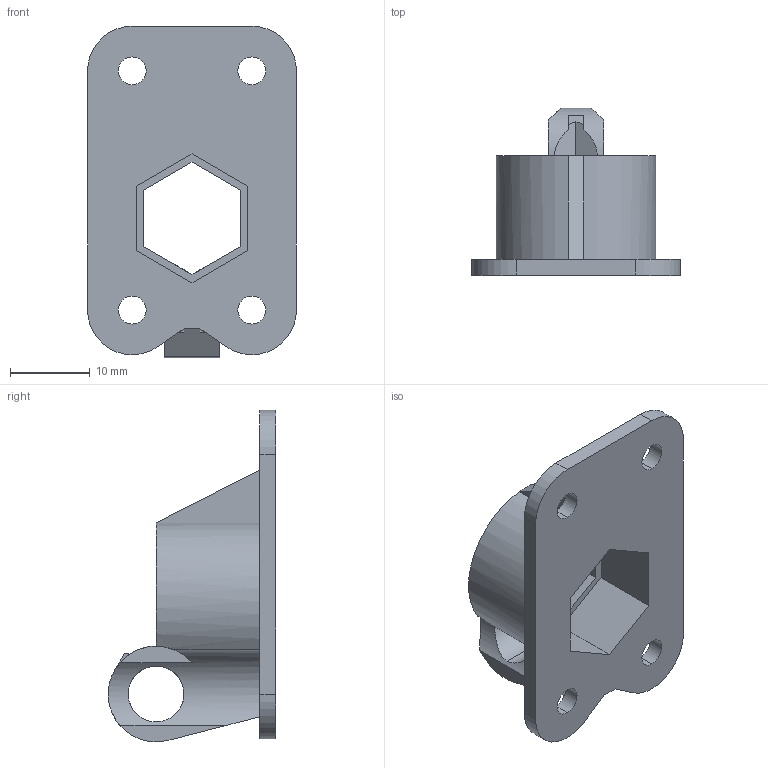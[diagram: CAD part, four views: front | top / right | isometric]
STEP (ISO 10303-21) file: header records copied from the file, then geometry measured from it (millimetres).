
FILE_DESCRIPTION (( 'STEP AP203' ), '1' );
FILE_NAME ('Thread Nut Mount Bottom.STEP', '2013-08-02T09:44:29', ( '' ), ( '' ), 'SwSTEP 2.0', 'SolidWorks 2011', '' );
FILE_SCHEMA (( 'CONFIG_CONTROL_DESIGN' ));
Length unit declared in the file: millimetre
Products named in the file (1): Thread Nut Mount Bottom
Bounding box: 26.2 x 20.99 x 41.59 mm (x, y, z)
Volume: 4124.9 mm3; surface area: 4095.1 mm2
Topology: 1 solids, 1 shells, 59 faces, 165 edges, 108 vertices
Faces by surface type: plane 36, cylinder 23
Entity records: 2188 total; most frequent: CARTESIAN_POINT 559, ORIENTED_EDGE 330, DIRECTION 313, EDGE_CURVE 165, LINE 109, VECTOR 109, VERTEX_POINT 108, AXIS2_PLACEMENT_3D 102
